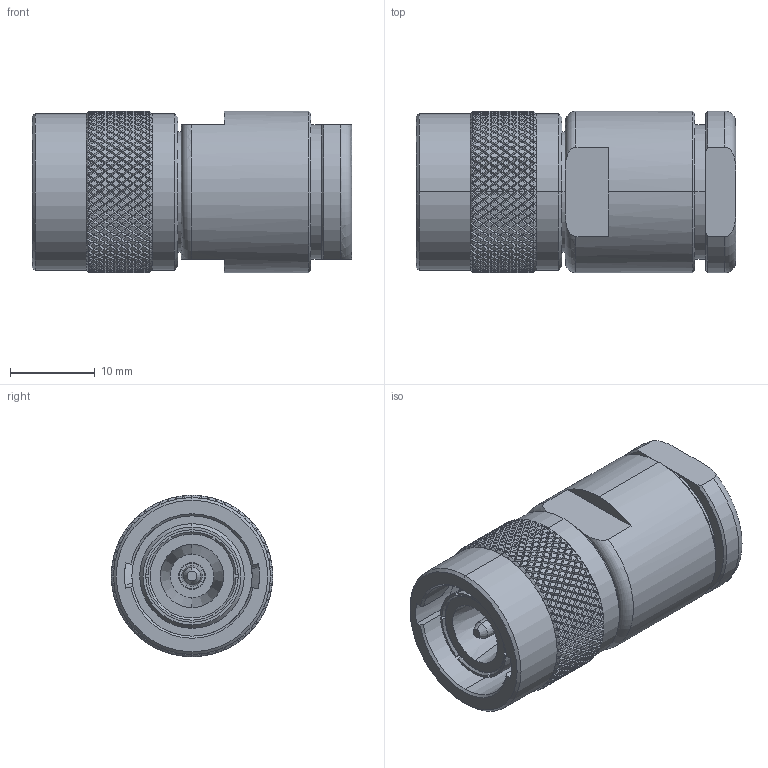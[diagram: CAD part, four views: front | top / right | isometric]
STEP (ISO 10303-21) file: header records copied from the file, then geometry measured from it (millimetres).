
FILE_DESCRIPTION (( 'STEP AP203' ), '1' );
FILE_NAME ('PE4243.step', '2019-03-01T18:09:42', ( '' ), ( '' ), 'SwSTEP 2.0', 'SolidWorks 2017', '' );
FILE_SCHEMA (( 'CONFIG_CONTROL_DESIGN' ));
Products named in the file (1): PE4243
Bounding box: 37.63 x 19 x 19 mm (x, y, z)
Volume: 8696.2 mm3; surface area: 5492.2 mm2
Topology: 3 solids, 3 shells, 4015 faces, 8324 edges, 4329 vertices
Faces by surface type: bspline 3137, cylinder 788, plane 52, cone 34, torus 4
Entity records: 189477 total; most frequent: CARTESIAN_POINT 139301, ORIENTED_EDGE 16648, EDGE_CURVE 8324, VERTEX_POINT 4329, EDGE_LOOP 4031, FACE_OUTER_BOUND 4015, ADVANCED_FACE 4015, B_SPLINE_CURVE_WITH_KNOTS 3561
